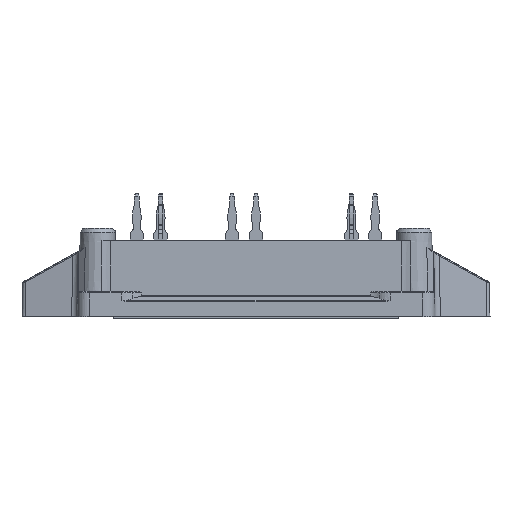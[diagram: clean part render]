
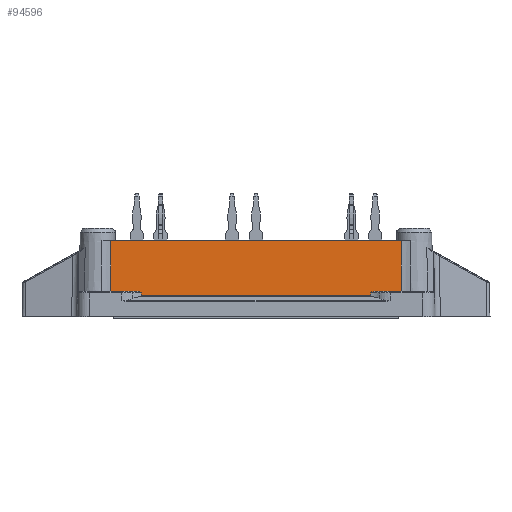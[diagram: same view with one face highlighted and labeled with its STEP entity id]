
A CAD part, front view. The second image highlights one B-rep face of the part: STEP entity #94596.
In plain terms, the highlighted planar face has unit normal (0, -1, 0.018).
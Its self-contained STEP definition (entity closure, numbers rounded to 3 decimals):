
#1701=PLANE('',#99606);
#7062=LINE('',#128679,#13694);
#7502=LINE('',#131294,#14134);
#7503=LINE('',#131310,#14135);
#7504=LINE('',#131321,#14136);
#13694=VECTOR('',#107228,1000.);
#14134=VECTOR('',#108686,1000.);
#14135=VECTOR('',#108687,1000.);
#14136=VECTOR('',#108688,1000.);
#21926=ORIENTED_EDGE('',*,*,#41953,.F.);
#21927=ORIENTED_EDGE('',*,*,#41954,.T.);
#21928=ORIENTED_EDGE('',*,*,#41955,.F.);
#21929=ORIENTED_EDGE('',*,*,#41956,.T.);
#21930=ORIENTED_EDGE('',*,*,#41957,.T.);
#21931=ORIENTED_EDGE('',*,*,#41958,.T.);
#21932=ORIENTED_EDGE('',*,*,#40969,.F.);
#21933=ORIENTED_EDGE('',*,*,#41959,.T.);
#21934=ORIENTED_EDGE('',*,*,#41960,.F.);
#21935=ORIENTED_EDGE('',*,*,#41961,.T.);
#40969=EDGE_CURVE('',#51025,#51026,#7062,.T.);
#41953=EDGE_CURVE('',#51928,#51929,#56352,.T.);
#41954=EDGE_CURVE('',#51928,#51930,#7502,.T.);
#41955=EDGE_CURVE('',#51931,#51930,#56353,.T.);
#41956=EDGE_CURVE('',#51931,#51932,#56354,.T.);
#41957=EDGE_CURVE('',#51932,#51933,#7503,.T.);
#41958=EDGE_CURVE('',#51933,#51026,#56355,.T.);
#41959=EDGE_CURVE('',#51025,#51934,#56356,.T.);
#41960=EDGE_CURVE('',#51935,#51934,#7504,.T.);
#41961=EDGE_CURVE('',#51935,#51929,#56357,.T.);
#51025=VERTEX_POINT('',#128678);
#51026=VERTEX_POINT('',#128680);
#51928=VERTEX_POINT('',#131292);
#51929=VERTEX_POINT('',#131293);
#51930=VERTEX_POINT('',#131295);
#51931=VERTEX_POINT('',#131300);
#51932=VERTEX_POINT('',#131309);
#51933=VERTEX_POINT('',#131311);
#51934=VERTEX_POINT('',#131320);
#51935=VERTEX_POINT('',#131322);
#56352=B_SPLINE_CURVE_WITH_KNOTS('',3,(#131288,#131289,#131290,#131291),
 .UNSPECIFIED.,.F.,.F.,(4,4),(0.001,0.001),
 .UNSPECIFIED.);
#56353=B_SPLINE_CURVE_WITH_KNOTS('',3,(#131296,#131297,#131298,#131299),
 .UNSPECIFIED.,.F.,.F.,(4,4),(0.,0.001),
 .UNSPECIFIED.);
#56354=B_SPLINE_CURVE_WITH_KNOTS('',3,(#131301,#131302,#131303,#131304,
#131305,#131306,#131307,#131308),.UNSPECIFIED.,.F.,.F.,(4,1,1,1,1,4),(0.,
0.,0.,0.,0.001,
0.001),.UNSPECIFIED.);
#56355=B_SPLINE_CURVE_WITH_KNOTS('',3,(#131312,#131313,#131314,#131315),
 .UNSPECIFIED.,.F.,.F.,(4,4),(0.,0.007),.UNSPECIFIED.);
#56356=B_SPLINE_CURVE_WITH_KNOTS('',3,(#131316,#131317,#131318,#131319),
 .UNSPECIFIED.,.F.,.F.,(4,4),(0.,0.007),
 .UNSPECIFIED.);
#56357=B_SPLINE_CURVE_WITH_KNOTS('',3,(#131323,#131324,#131325,#131326,
#131327,#131328,#131329),.UNSPECIFIED.,.F.,.F.,(4,1,1,1,4),(0.,0.,
0.001,0.001,0.001),
 .UNSPECIFIED.);
#56781=EDGE_LOOP('',(#21926,#21927,#21928,#21929,#21930,#21931,#21932,#21933,
#21934,#21935));
#61113=FACE_BOUND('',#56781,.T.);
#94596=ADVANCED_FACE('',(#61113),#1701,.T.);
#99606=AXIS2_PLACEMENT_3D('',#131287,#108684,#108685);
#107228=DIRECTION('',(1.,0.,0.));
#108684=DIRECTION('',(0.,-1.,0.017));
#108685=DIRECTION('',(0.,-0.017,-1.));
#108686=DIRECTION('',(1.,0.,0.));
#108687=DIRECTION('',(1.,0.,0.));
#108688=DIRECTION('',(-1.,0.,0.));
#128678=CARTESIAN_POINT('',(-19.525,-27.653,10.2));
#128679=CARTESIAN_POINT('',(-26.5,-27.653,10.2));
#128680=CARTESIAN_POINT('',(19.525,-27.653,10.2));
#131287=CARTESIAN_POINT('',(-26.5,-27.78,2.9));
#131288=CARTESIAN_POINT('',(-15.378,-27.781,2.822));
#131289=CARTESIAN_POINT('',(-15.379,-27.779,2.949));
#131290=CARTESIAN_POINT('',(-15.379,-27.777,3.076));
#131291=CARTESIAN_POINT('',(-15.379,-27.775,3.203));
#131292=CARTESIAN_POINT('',(-15.378,-27.781,2.822));
#131293=CARTESIAN_POINT('',(-15.379,-27.775,3.203));
#131294=CARTESIAN_POINT('',(-26.5,-27.781,2.822));
#131295=CARTESIAN_POINT('',(15.378,-27.781,2.822));
#131296=CARTESIAN_POINT('',(15.379,-27.775,3.203));
#131297=CARTESIAN_POINT('',(15.379,-27.777,3.076));
#131298=CARTESIAN_POINT('',(15.379,-27.779,2.949));
#131299=CARTESIAN_POINT('',(15.378,-27.781,2.822));
#131300=CARTESIAN_POINT('',(15.379,-27.775,3.203));
#131301=CARTESIAN_POINT('',(15.379,-27.775,3.203));
#131302=CARTESIAN_POINT('',(15.379,-27.774,3.235));
#131303=CARTESIAN_POINT('',(15.441,-27.773,3.274));
#131304=CARTESIAN_POINT('',(15.55,-27.773,3.32));
#131305=CARTESIAN_POINT('',(15.702,-27.772,3.361));
#131306=CARTESIAN_POINT('',(15.882,-27.771,3.392));
#131307=CARTESIAN_POINT('',(16.005,-27.771,3.4));
#131308=CARTESIAN_POINT('',(16.067,-27.771,3.4));
#131309=CARTESIAN_POINT('',(16.067,-27.771,3.4));
#131310=CARTESIAN_POINT('',(-26.5,-27.771,3.4));
#131311=CARTESIAN_POINT('',(19.511,-27.771,3.4));
#131312=CARTESIAN_POINT('',(19.511,-27.771,3.4));
#131313=CARTESIAN_POINT('',(19.516,-27.732,5.667));
#131314=CARTESIAN_POINT('',(19.521,-27.692,7.933));
#131315=CARTESIAN_POINT('',(19.525,-27.653,10.2));
#131316=CARTESIAN_POINT('',(-19.525,-27.653,10.2));
#131317=CARTESIAN_POINT('',(-19.521,-27.692,7.933));
#131318=CARTESIAN_POINT('',(-19.516,-27.732,5.667));
#131319=CARTESIAN_POINT('',(-19.511,-27.771,3.4));
#131320=CARTESIAN_POINT('',(-19.511,-27.771,3.4));
#131321=CARTESIAN_POINT('',(-26.5,-27.771,3.4));
#131322=CARTESIAN_POINT('',(-16.067,-27.771,3.4));
#131323=CARTESIAN_POINT('',(-16.067,-27.771,3.4));
#131324=CARTESIAN_POINT('',(-15.944,-27.771,3.4));
#131325=CARTESIAN_POINT('',(-15.762,-27.772,3.377));
#131326=CARTESIAN_POINT('',(-15.549,-27.773,3.32));
#131327=CARTESIAN_POINT('',(-15.44,-27.773,3.273));
#131328=CARTESIAN_POINT('',(-15.379,-27.774,3.235));
#131329=CARTESIAN_POINT('',(-15.379,-27.775,3.203));
